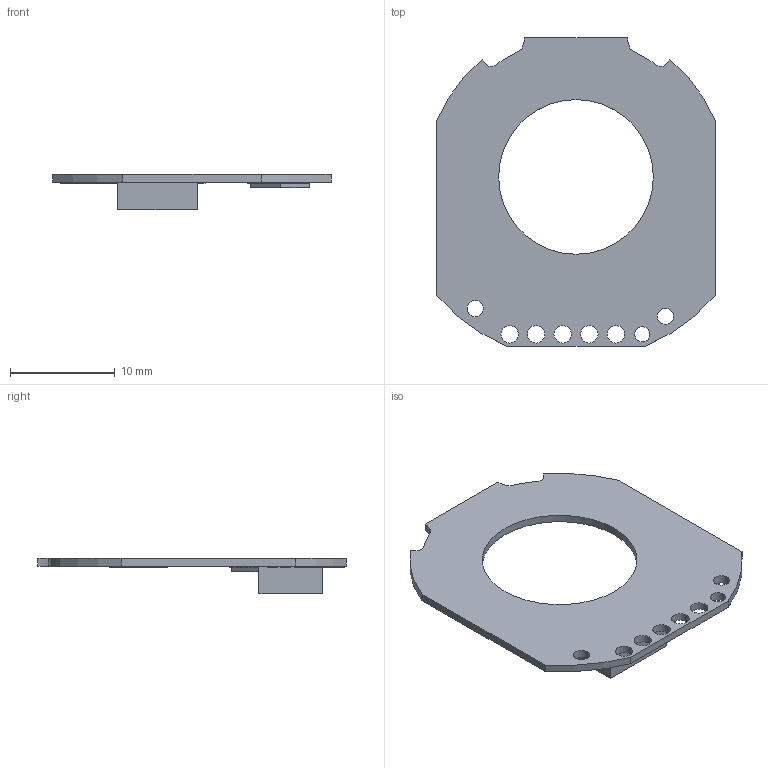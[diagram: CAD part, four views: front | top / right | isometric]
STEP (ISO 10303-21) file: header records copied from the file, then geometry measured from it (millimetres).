
FILE_DESCRIPTION(/* description */ (''),/* implementation_level */ '2;1');
FILE_NAME(/* name */ 'amt103-v_01.ipt.stp',/* time_stamp */ '2016-01-07T16:42:25-08:00',/* author */ ('Autodesk Inc.'),/* organization */ ('Autodesk Inc.'),/* preprocessor_version */ 'ST-DEVELOPER v16.1',/* originating_system */ 'Autodesk Inventor 2016',/* authorisation */ '');
FILE_SCHEMA (('AUTOMOTIVE_DESIGN { 1 0 10303 214 3 1 1 }'));
Length unit declared in the file: millimetre
Products named in the file (1): amt103-v_01
Bounding box: 26.63 x 29.52 x 3.35 mm (x, y, z)
Volume: 516.8 mm3; surface area: 1284 mm2
Topology: 1 solids, 1 shells, 229 faces, 681 edges, 438 vertices
Faces by surface type: plane 193, cylinder 36
Entity records: 7772 total; most frequent: ORIENTED_EDGE 1362, CARTESIAN_POINT 1349, DIRECTION 1213, EDGE_CURVE 681, LINE 609, VECTOR 609, VERTEX_POINT 438, AXIS2_PLACEMENT_3D 302
